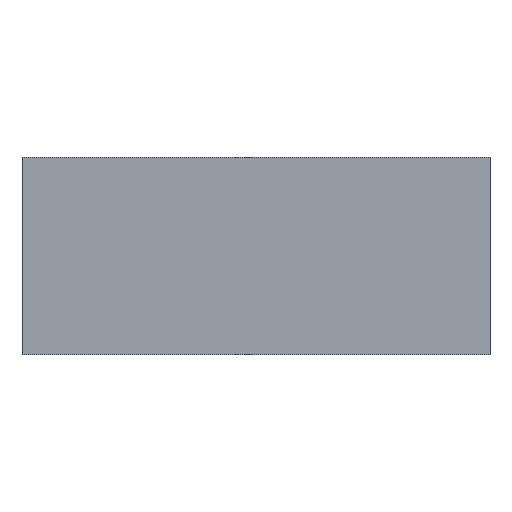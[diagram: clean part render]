
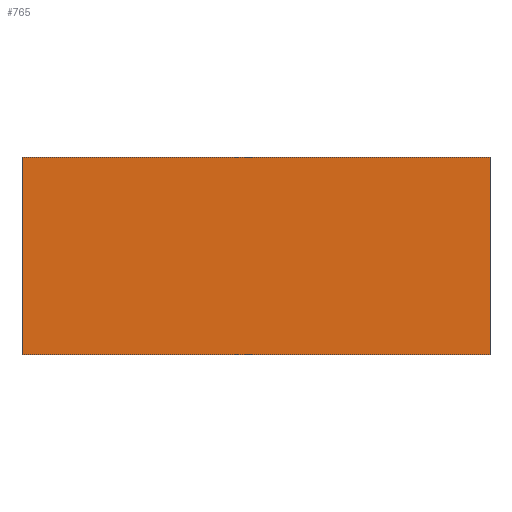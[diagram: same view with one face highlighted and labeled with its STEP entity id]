
A CAD part, top view. The second image highlights one B-rep face of the part: STEP entity #765.
In plain terms, the highlighted planar face has unit normal (0, 0, 1).
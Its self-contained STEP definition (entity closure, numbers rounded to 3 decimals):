
#745=AXIS2_PLACEMENT_3D('Plane Axis2P3D',#742,#743,#744) ;
#323=CARTESIAN_POINT('Vertex',(0.,8.,3.124)) ;
#337=CARTESIAN_POINT('Vertex',(0.,0.,3.124)) ;
#340=CARTESIAN_POINT('Line Origine',(0.,4.,3.124)) ;
#368=CARTESIAN_POINT('Vertex',(19.,0.,3.124)) ;
#371=CARTESIAN_POINT('Line Origine',(9.5,0.,3.124)) ;
#742=CARTESIAN_POINT('Axis2P3D Location',(9.5,4.,3.124)) ;
#747=CARTESIAN_POINT('Line Origine',(19.,4.,3.124)) ;
#751=CARTESIAN_POINT('Vertex',(19.,8.,3.124)) ;
#754=CARTESIAN_POINT('Line Origine',(9.5,8.,3.124)) ;
#341=DIRECTION('Vector Direction',(0.,-1.,0.)) ;
#372=DIRECTION('Vector Direction',(1.,0.,0.)) ;
#743=DIRECTION('Axis2P3D Direction',(0.,0.,1.)) ;
#744=DIRECTION('Axis2P3D XDirection',(0.,-1.,0.)) ;
#748=DIRECTION('Vector Direction',(0.,1.,0.)) ;
#755=DIRECTION('Vector Direction',(-1.,0.,0.)) ;
#342=VECTOR('Line Direction',#341,1.) ;
#373=VECTOR('Line Direction',#372,1.) ;
#749=VECTOR('Line Direction',#748,1.) ;
#756=VECTOR('Line Direction',#755,1.) ;
#760=ORIENTED_EDGE('',*,*,#344,.T.) ;
#761=ORIENTED_EDGE('',*,*,#375,.T.) ;
#762=ORIENTED_EDGE('',*,*,#753,.T.) ;
#763=ORIENTED_EDGE('',*,*,#758,.T.) ;
#765=ADVANCED_FACE('S3D - gedreht',(#764),#746,.T.) ;
#344=EDGE_CURVE('',#324,#338,#343,.T.) ;
#375=EDGE_CURVE('',#338,#369,#374,.T.) ;
#753=EDGE_CURVE('',#369,#752,#750,.T.) ;
#758=EDGE_CURVE('',#752,#324,#757,.T.) ;
#759=EDGE_LOOP('',(#760,#761,#762,#763)) ;
#764=FACE_OUTER_BOUND('',#759,.T.) ;
#343=LINE('Line',#340,#342) ;
#374=LINE('Line',#371,#373) ;
#750=LINE('Line',#747,#749) ;
#757=LINE('Line',#754,#756) ;
#746=PLANE('',#745) ;
#324=VERTEX_POINT('',#323) ;
#338=VERTEX_POINT('',#337) ;
#369=VERTEX_POINT('',#368) ;
#752=VERTEX_POINT('',#751) ;
